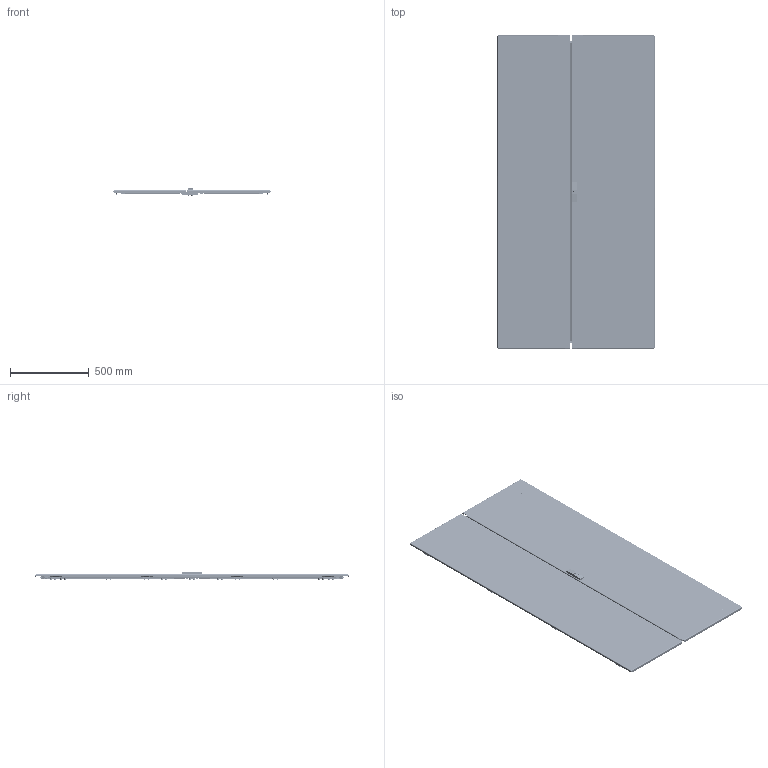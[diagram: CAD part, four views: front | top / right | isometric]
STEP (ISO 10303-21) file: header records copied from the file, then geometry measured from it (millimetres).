
FILE_DESCRIPTION (( 'STEP AP203' ), '1' );
FILE_NAME ('UR74307200100 Äâåðü ãëóõàÿ äâóõñòâîð÷àòàÿ RS52 200.100 ÑÏ ÍÇÌ (000.801.743-01).STEP', '2022-04-11T12:29:41', ( '' ), ( '' ), 'SwSTEP 2.0', 'SolidWorks 2017', '' );
FILE_SCHEMA (( 'CONFIG_CONTROL_DESIGN' ));
Length unit declared in the file: millimetre
Products named in the file (55): Óïëîòíèòåëü òèï Å äâåðè ëåâîé RS52; Øïèëüêà ðåçüáîâàÿ ñ î÷èñòêîé îò êðàñêè_Œ6å12; 050-61 鎗鵻罻; 000.800.123 Ìåõàíèçì çàïîðíûé RS52_‡ ªàëâ®; 026-790 Óãîëîê çàïîðíîãî ìåõàíèçìà; MS896 Çàìîê-íàêëàäêà îñíîâíàÿ äëÿ LC_‡ ªàëâ®; 026-877 赶鎀鍧; Âèíò DIN 7500 C TORX_Œ5å16; 024-453 砑僔蠂縺; 028-135 栴鍕趌1; 040-240 Ïëàíêà çàïîðíàÿ_03 (200.00); 000.169.189 Êðîíøòåéí â ñáîðå; Óïëîòíèòåëü ÏÏÓ äëÿ äâåðè ëåâîé LC3_13 (200å50); 028-142 ﾒ聰_00; 029-373 Ñîåäèíèòåëü óãëîâîé ðàìêè äâåðè RS52; Çàêëåïêà ðåçüáîâàÿ óìåíüøåííûé áîðòèê øåñòèãðàííàÿ_Œ5å14; UR74307200100 Äâåðü ãëóõàÿ äâóõñòâîð÷àòàÿ RS52 200.100 ÑÏ ÍÇÌ (000.801.743-01); 040-239 Ïëàíêà çàïîðíàÿ_03 (200.00); 000.169.195 Óïîð äâåðè; Çàêëåïêà òÿãîâàÿ ãëóõàÿ_4,8å12_6¬¬; 000.203.381 Äâåðü ïðàâàÿ RS52 200.00 ÑÏ ÍÌÇ_200.100; 000.169.194 Óïîð äâåðè; 040-228 Ñêîáà; Âèíò ISO 10642 TX_Œ5å16; 040-172 Ïëàíêà çàïîðíàÿ_00; Çàêëåïêà òÿãîâàÿ ãëóõàÿ_4,8å11; 000.210.691 Îñíîâàíèå äâåðè ëåâîé RS52 200.00 ÑÏ ÍÌÇ_200.100; 054-270 Ñòîéêà äâåðè RS52_04 (200.00); 050-42 Âòóëêà ñêðûòîé ïåòëè; 012-2180 Ïàíåëü äâåðè ïðàâîé RS52 200.00 ÑÏ ÍÌÇ_200.100; 028-149 Ðû÷àã íîâûé; Ãàéêà øåñòèãðàííàÿ âûñîêàÿ ñàìîñòîïîðÿùàÿñÿ ñ ôëàíöåì ÃÎÑÒ ISO 7043_Œ6; Øïèëüêà çàçåìëåíèÿ CKF CS_Œ6å16; 000.231.069 Ðàìà óñèëèâàþùàÿ RS52_17 (200.50); 000.203.380 Äâåðü ëåâàÿ RS52 200.00 ÑÏ ÍÌÇ_200.100; 028-132 Òÿãà ïëîñêàÿ_00 (¢¥àå­ïï); 000.210.692 Îñíîâàíèå äâåðè ïðàâîé RS52 200.00 ÑÏ ÍÌÇ_200.100; 012-2179 Ïàíåëü äâåðè ëåâîé RS52 200.00 ÑÏ ÍÌÇ_200.100; 016-90 Øòûðü ïåòëè LC3; 054-271 Ïîïåðå÷èíà äâåðè RS52_03 (00.50) ...
Assembly tree (263 placements, depth 5):
  UR74307200100 Äâåðü ãëóõàÿ äâóõñòâîð÷àòàÿ RS52 200.100 ÑÏ ÍÇÌ (000.801.743-01)
    000.169.195 Óïîð äâåðè  x2
      000.169.194 Óïîð äâåðè
        024-453 砑僔蠂縺
        040-228 Ñêîáà
      Óïëîòíèòåëü PS-019 (16x5) óïîðà äâåðè RS52
    Âèíò DIN 7500 C TORX_Œ5å12  x4
    Âèíò ISO 10642 TX_Œ5å16  x16
    000.203.380 Äâåðü ëåâàÿ RS52 200.00 ÑÏ ÍÌÇ_200.100
      000.210.691 Îñíîâàíèå äâåðè ëåâîé RS52 200.00 ÑÏ ÍÌÇ_200.100
        012-2179 Ïàíåëü äâåðè ëåâîé RS52 200.00 ÑÏ ÍÌÇ_200.100
        Øïèëüêà ðåçüáîâàÿ ñ î÷èñòêîé îò êðàñêè_Œ6å12  x24
        Øïèëüêà çàçåìëåíèÿ CKF CS_Œ6å16  x2
        050-42 Âòóëêà ñêðûòîé ïåòëè  x4
      000.231.069 Ðàìà óñèëèâàþùàÿ RS52_17 (200.50)
        054-270 Ñòîéêà äâåðè RS52_04 (200.00)  x2
        054-271 Ïîïåðå÷èíà äâåðè RS52_03 (00.50)  x2
        029-373 Ñîåäèíèòåëü óãëîâîé ðàìêè äâåðè RS52  x4
        Âèíò DIN 7500 C TORX_Œ5å16  x8
      Ãàéêà Ýðèêñîíà Ì6 ñ ïëîñêîé ãîëîâêîé  x10
      Óïëîòíèòåëü ÏÏÓ äëÿ äâåðè ëåâîé LC3_13 (200å50)
      028-135 栴鍕趌1  x4
      Çàêëåïêà ðåçüáîâàÿ óìåíüøåííûé áîðòèê øåñòèãðàííàÿ_Œ5å14  x8
      Âèíò ISO 10642 TX_Œ5å16  x8
      Óïëîòíèòåëü òèï Å äâåðè ëåâîé RS52  x2
      000.169.189 Êðîíøòåéí â ñáîðå  x6
        026-877 赶鎀鍧
        Øïèëüêà ðåçüáîâàÿ ñ î÷èñòêîé îò êðàñêè_Œ6å12
      Ãàéêà øåñòèãðàííàÿ âûñîêàÿ ñàìîñòîïîðÿùàÿñÿ ñ ôëàíöåì ÃÎÑÒ ISO 7043_Œ6  x6
      蹴濋趌5915_M6  x14
      嵑殧趌11371_6  x14
      嵑殧趌6402_6  x14
      Øàéáà 6402 Ò_Œ6  x6
      050-61 鎗鵻罻  x6
      000.800.124 Ìåõàíèçì çàïîðíûé äâóñòâîð÷àòîé äâåðè RS52_00 (200)
        028-142 ﾒ聰_00  x2
        000.800.123 Ìåõàíèçì çàïîðíûé RS52_‡ ªàëâ®
          028-132 Òÿãà ïëîñêàÿ_00 (¢¥àå­ïï)
          028-132 Òÿãà ïëîñêàÿ_01 (­¨¦­ïï)
          064-14 ﾘ琺矜  x3
          Çàêëåïêà òÿãîâàÿ ãëóõàÿ_4,8å12_6¬¬  x3
          026-790 Óãîëîê çàïîðíîãî ìåõàíèçìà
          028-149 Ðû÷àã íîâûé
        Çàêëåïêà òÿãîâàÿ ãëóõàÿ_4,8å11  x2
        064-14 ﾘ琺矜  x2
    000.203.381 Äâåðü ïðàâàÿ RS52 200.00 ÑÏ ÍÌÇ_200.100
      000.210.692 Îñíîâàíèå äâåðè ïðàâîé RS52 200.00 ÑÏ ÍÌÇ_200.100
        012-2180 Ïàíåëü äâåðè ïðàâîé RS52 200.00 ÑÏ ÍÌÇ_200.100
        Øïèëüêà ðåçüáîâàÿ ñ î÷èñòêîé îò êðàñêè_Œ6å12  x16
        Øïèëüêà çàçåìëåíèÿ CKF CS_Œ6å16  x2
        050-42 Âòóëêà ñêðûòîé ïåòëè  x4
      MS896 Çàìîê-íàêëàäêà îñíîâíàÿ äëÿ LC_‡ ªàëâ®
      Âèíò ISO 10642 TX_Œ5å10  x2
      040-172 Ïëàíêà çàïîðíàÿ_00
      Øàéáà 6402 Ò_Œ6  x6
      Ãàéêà øåñòèãðàííàÿ âûñîêàÿ ñàìîñòîïîðÿùàÿñÿ ñ ôëàíöåì ÃÎÑÒ ISO 7043_Œ6  x6
      000.231.069 Ðàìà óñèëèâàþùàÿ RS52_17 (200.50)
        054-270 Ñòîéêà äâåðè RS52_04 (200.00)  x2
        054-271 Ïîïåðå÷èíà äâåðè RS52_03 (00.50)  x2
        029-373 Ñîåäèíèòåëü óãëîâîé ðàìêè äâåðè RS52  x4
Bounding box: 996 x 1984 x 55 mm (x, y, z)
Volume: 6414795.8 mm3; surface area: 6515873.4 mm2
Topology: 313 solids, 317 shells, 9680 faces, 24427 edges, 15465 vertices
Faces by surface type: cylinder 3976, plane 3858, cone 928, bspline 528, torus 340, sphere 50
Entity records: 87406 total; most frequent: CARTESIAN_POINT 19213, DIRECTION 12536, ORIENTED_EDGE 11210, EDGE_CURVE 5608, AXIS2_PLACEMENT_3D 4694, VERTEX_POINT 3484, LINE 3148, VECTOR 3148
